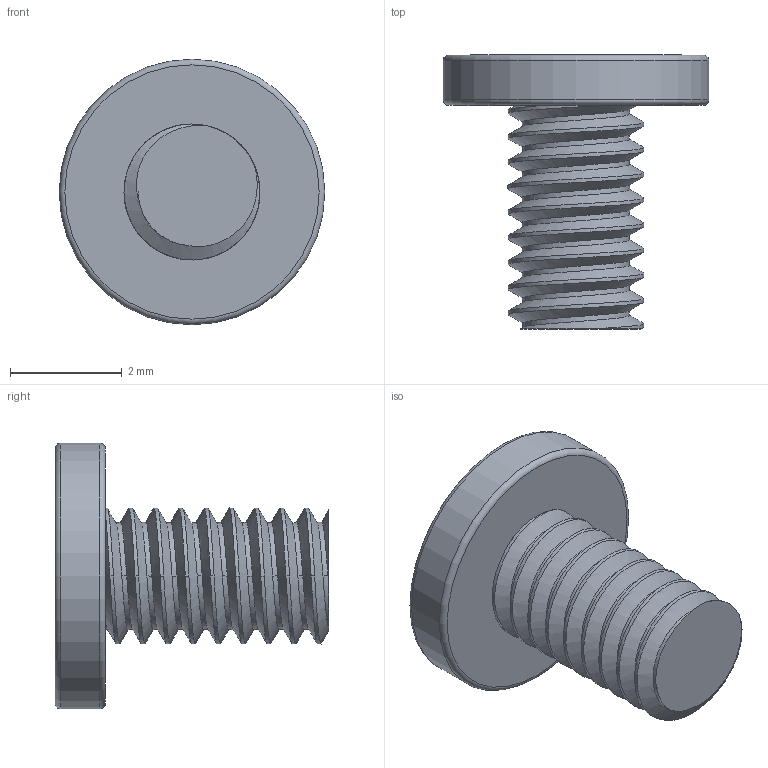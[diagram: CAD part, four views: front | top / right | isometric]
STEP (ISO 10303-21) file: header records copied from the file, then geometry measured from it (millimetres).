
FILE_DESCRIPTION(/* description */ (''),/* implementation_level */ '2;1');
FILE_NAME(/* name */ 'M2,5x4mm.step',/* time_stamp */ '2026-02-07T01:45:08+01:00',/* author */ (''),/* organization */ (''),/* preprocessor_version */ 'ST-DEVELOPER v20.1',/* originating_system */ 'Autodesk Translation Framework v14.24.0.0',/* authorisation */ '');
FILE_SCHEMA (('AUTOMOTIVE_DESIGN { 1 0 10303 214 3 1 1 }'));
Length unit declared in the file: millimetre
Products named in the file (1): M2,5x4mm
Bounding box: 4.75 x 4.9 x 4.75 mm (x, y, z)
Volume: 29 mm3; surface area: 96.8 mm2
Topology: 1 solids, 1 shells, 45 faces, 123 edges, 82 vertices
Faces by surface type: cylinder 25, plane 16, torus 2, bspline 2
Full cylindrical faces by diameter (mm): 1.917 x4, 2.43 x5, 4.75 x1
Entity records: 2725 total; most frequent: CARTESIAN_POINT 1609, ORIENTED_EDGE 246, DIRECTION 191, EDGE_CURVE 123, VERTEX_POINT 82, AXIS2_PLACEMENT_3D 68, LINE 55, VECTOR 55
